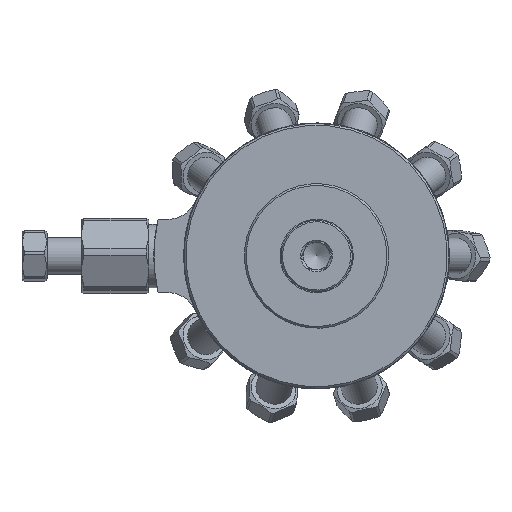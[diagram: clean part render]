
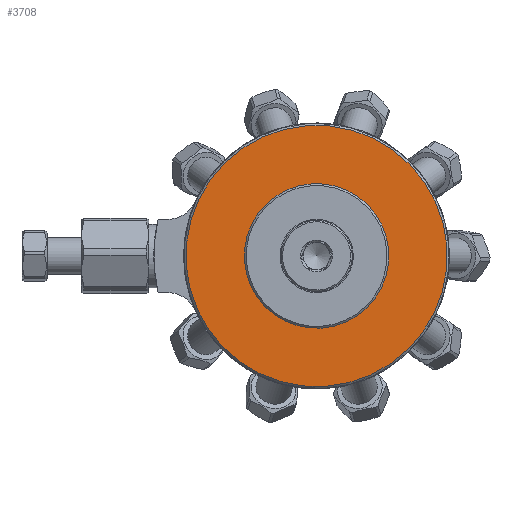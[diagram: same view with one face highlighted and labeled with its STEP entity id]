
A CAD part, left-side view. The second image highlights one B-rep face of the part: STEP entity #3708.
In plain terms, the highlighted planar face has unit normal (-1, 0, 0).
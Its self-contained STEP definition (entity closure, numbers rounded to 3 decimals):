
#3665=CARTESIAN_POINT('',(-2.87,-2.572,9.171));
#3666=VERTEX_POINT('',#3665);
#3667=CARTESIAN_POINT('',(-2.87,0.,0.));
#3668=DIRECTION('',(-1.0,0.,0.));
#3669=DIRECTION('',(0.,-0.27,0.963));
#3670=AXIS2_PLACEMENT_3D('',#3667,#3668,#3669);
#3671=CIRCLE('',#3670,9.525);
#3672=EDGE_CURVE('',#3666,#3666,#3671,.T.);
#3682=CARTESIAN_POINT('',(-2.87,-4.648,16.573));
#3683=VERTEX_POINT('',#3682);
#3684=CARTESIAN_POINT('',(-2.87,0.,0.));
#3685=DIRECTION('',(1.0,0.,0.));
#3686=DIRECTION('',(0.,0.27,-0.963));
#3687=AXIS2_PLACEMENT_3D('',#3684,#3685,#3686);
#3688=CIRCLE('',#3687,17.213);
#3689=EDGE_CURVE('',#3683,#3683,#3688,.T.);
#3697=CARTESIAN_POINT('',(-2.87,-3.644,12.993));
#3698=DIRECTION('',(-1.0,0.0,0.0));
#3699=DIRECTION('',(0.0,-0.963,-0.27));
#3700=AXIS2_PLACEMENT_3D('',#3697,#3698,#3699);
#3701=PLANE('',#3700);
#3702=ORIENTED_EDGE('',*,*,#3689,.F.);
#3703=EDGE_LOOP('',(#3702));
#3704=FACE_OUTER_BOUND('',#3703,.T.);
#3705=ORIENTED_EDGE('',*,*,#3672,.F.);
#3706=EDGE_LOOP('',(#3705));
#3707=FACE_BOUND('',#3706,.T.);
#3708=ADVANCED_FACE('',(#3704,#3707),#3701,.T.);
